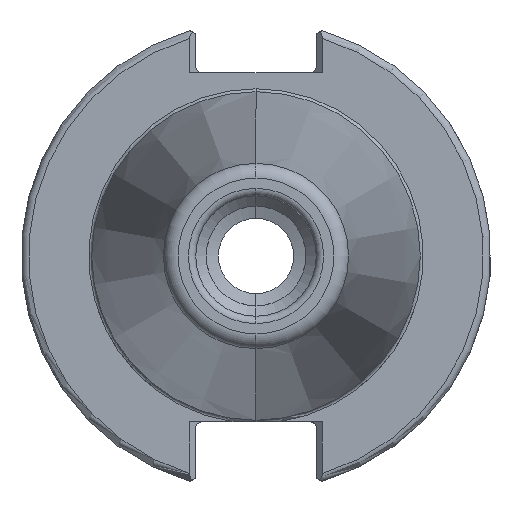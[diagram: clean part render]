
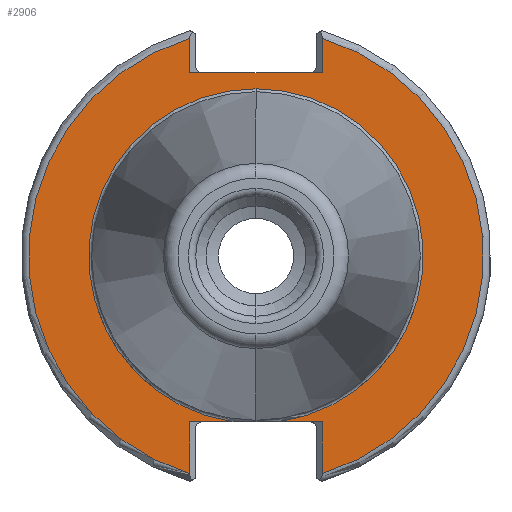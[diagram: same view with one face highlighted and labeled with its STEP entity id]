
A CAD part, left-side view. The second image highlights one B-rep face of the part: STEP entity #2906.
In plain terms, the highlighted planar face has unit normal (-1, 0, 0).
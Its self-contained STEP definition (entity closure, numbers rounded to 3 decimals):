
#173 = DIRECTION ( 'NONE',  ( 0., 0., 1. ) ) ;
#192 = CIRCLE ( 'NONE', #2349, 22.625 ) ;
#204 = CARTESIAN_POINT ( 'NONE',  ( -98.42, 8.99, 24.8 ) ) ;
#215 = DIRECTION ( 'NONE',  ( 0., 0., -1. ) ) ;
#263 = VERTEX_POINT ( 'NONE', #1885 ) ;
#279 = DIRECTION ( 'NONE',  ( 0., 0., 1. ) ) ;
#328 = VERTEX_POINT ( 'NONE', #3511 ) ;
#334 = PLANE ( 'NONE',  #1055 ) ;
#418 = CARTESIAN_POINT ( 'NONE',  ( -98.42, -8.19, -22.41 ) ) ;
#423 = EDGE_CURVE ( 'NONE', #1944, #3291, #192, .T. ) ;
#630 = CARTESIAN_POINT ( 'NONE',  ( -98.42, -8.99, -22.41 ) ) ;
#635 = ORIENTED_EDGE ( 'NONE', *, *, #1897, .T. ) ;
#670 = ORIENTED_EDGE ( 'NONE', *, *, #4359, .T. ) ;
#680 = EDGE_CURVE ( 'NONE', #1861, #1557, #2044, .T. ) ;
#691 = DIRECTION ( 'NONE',  ( 0., 0., -1. ) ) ;
#823 = CARTESIAN_POINT ( 'NONE',  ( -98.42, -8.99, 0. ) ) ;
#850 = VECTOR ( 'NONE', #1811, 1000. ) ;
#927 = CARTESIAN_POINT ( 'NONE',  ( -98.42, -8.99, 24.8 ) ) ;
#1024 = AXIS2_PLACEMENT_3D ( 'NONE', #1815, #4235, #2151 ) ;
#1041 = ORIENTED_EDGE ( 'NONE', *, *, #4426, .T. ) ;
#1055 = AXIS2_PLACEMENT_3D ( 'NONE', #1346, #2736, #691 ) ;
#1099 = CIRCLE ( 'NONE', #2652, 30.775 ) ;
#1147 = VECTOR ( 'NONE', #2469, 1000. ) ;
#1270 = CARTESIAN_POINT ( 'NONE',  ( -98.42, 0., 22.625 ) ) ;
#1272 = EDGE_CURVE ( 'NONE', #1557, #3456, #1649, .T. ) ;
#1288 = CARTESIAN_POINT ( 'NONE',  ( -98.42, 8.99, 29.433 ) ) ;
#1346 = CARTESIAN_POINT ( 'NONE',  ( -98.42, 0., 0. ) ) ;
#1349 = LINE ( 'NONE', #823, #4425 ) ;
#1402 = CARTESIAN_POINT ( 'NONE',  ( -98.42, -8.19, 24.8 ) ) ;
#1443 = CARTESIAN_POINT ( 'NONE',  ( -98.42, 8.99, 30.701 ) ) ;
#1459 = VERTEX_POINT ( 'NONE', #2933 ) ;
#1557 = VERTEX_POINT ( 'NONE', #1288 ) ;
#1626 = VECTOR ( 'NONE', #3492, 1000. ) ;
#1649 = CIRCLE ( 'NONE', #1024, 30.775 ) ;
#1716 = EDGE_CURVE ( 'NONE', #263, #3426, #2556, .T. ) ;
#1725 = LINE ( 'NONE', #418, #1626 ) ;
#1811 = DIRECTION ( 'NONE',  ( 0., -1., 0. ) ) ;
#1815 = CARTESIAN_POINT ( 'NONE',  ( -98.42, 0., 0. ) ) ;
#1861 = VERTEX_POINT ( 'NONE', #204 ) ;
#1867 = EDGE_CURVE ( 'NONE', #3479, #328, #1099, .T. ) ;
#1883 = DIRECTION ( 'NONE',  ( 0., 0., 1. ) ) ;
#1885 = CARTESIAN_POINT ( 'NONE',  ( -98.42, -3.112, -22.41 ) ) ;
#1896 = LINE ( 'NONE', #927, #2818 ) ;
#1897 = EDGE_CURVE ( 'NONE', #328, #2540, #1896, .T. ) ;
#1932 = VECTOR ( 'NONE', #3815, 1000. ) ;
#1944 = VERTEX_POINT ( 'NONE', #1270 ) ;
#1964 = ORIENTED_EDGE ( 'NONE', *, *, #1272, .T. ) ;
#2044 = LINE ( 'NONE', #1443, #1147 ) ;
#2136 = EDGE_LOOP ( 'NONE', ( #2292, #1964, #1041, #4153, #4314, #4449, #3555, #670, #2615, #635, #3223 ) ) ;
#2151 = DIRECTION ( 'NONE',  ( 0., 0., -1. ) ) ;
#2207 = DIRECTION ( 'NONE',  ( -1., 0., 0. ) ) ;
#2258 = DIRECTION ( 'NONE',  ( -1., 0., 0. ) ) ;
#2277 = AXIS2_PLACEMENT_3D ( 'NONE', #4291, #2207, #173 ) ;
#2292 = ORIENTED_EDGE ( 'NONE', *, *, #680, .T. ) ;
#2326 = DIRECTION ( 'NONE',  ( -1., 0., 0. ) ) ;
#2349 = AXIS2_PLACEMENT_3D ( 'NONE', #4393, #2326, #279 ) ;
#2469 = DIRECTION ( 'NONE',  ( 0., 0., 1. ) ) ;
#2540 = VERTEX_POINT ( 'NONE', #2992 ) ;
#2556 = LINE ( 'NONE', #3872, #850 ) ;
#2605 = CARTESIAN_POINT ( 'NONE',  ( -98.42, 3.112, -22.41 ) ) ;
#2615 = ORIENTED_EDGE ( 'NONE', *, *, #1867, .T. ) ;
#2649 = FACE_OUTER_BOUND ( 'NONE', #2136, .T. ) ;
#2652 = AXIS2_PLACEMENT_3D ( 'NONE', #4328, #2258, #215 ) ;
#2736 = DIRECTION ( 'NONE',  ( 1., 0., 0. ) ) ;
#2818 = VECTOR ( 'NONE', #2956, 1000. ) ;
#2846 = VECTOR ( 'NONE', #1883, 1000. ) ;
#2850 = LINE ( 'NONE', #1402, #1932 ) ;
#2906 = ADVANCED_FACE ( 'NONE', ( #2649 ), #334, .F. ) ;
#2910 = CARTESIAN_POINT ( 'NONE',  ( -98.42, 8.99, 0. ) ) ;
#2933 = CARTESIAN_POINT ( 'NONE',  ( -98.42, 8.99, -22.41 ) ) ;
#2950 = LINE ( 'NONE', #2910, #2846 ) ;
#2956 = DIRECTION ( 'NONE',  ( 0., 0., -1. ) ) ;
#2992 = CARTESIAN_POINT ( 'NONE',  ( -98.42, -8.99, 24.8 ) ) ;
#3164 = EDGE_CURVE ( 'NONE', #263, #1944, #3783, .T. ) ;
#3223 = ORIENTED_EDGE ( 'NONE', *, *, #3897, .F. ) ;
#3291 = VERTEX_POINT ( 'NONE', #2605 ) ;
#3426 = VERTEX_POINT ( 'NONE', #630 ) ;
#3456 = VERTEX_POINT ( 'NONE', #3498 ) ;
#3479 = VERTEX_POINT ( 'NONE', #4209 ) ;
#3492 = DIRECTION ( 'NONE',  ( 0., -1., 0. ) ) ;
#3498 = CARTESIAN_POINT ( 'NONE',  ( -98.42, 8.99, -29.433 ) ) ;
#3511 = CARTESIAN_POINT ( 'NONE',  ( -98.42, -8.99, 29.433 ) ) ;
#3555 = ORIENTED_EDGE ( 'NONE', *, *, #1716, .T. ) ;
#3783 = CIRCLE ( 'NONE', #2277, 22.625 ) ;
#3815 = DIRECTION ( 'NONE',  ( 0., -1., 0. ) ) ;
#3872 = CARTESIAN_POINT ( 'NONE',  ( -98.42, -8.19, -22.41 ) ) ;
#3897 = EDGE_CURVE ( 'NONE', #1861, #2540, #2850, .T. ) ;
#3914 = DIRECTION ( 'NONE',  ( 0., 0., -1. ) ) ;
#3955 = EDGE_CURVE ( 'NONE', #1459, #3291, #1725, .T. ) ;
#4153 = ORIENTED_EDGE ( 'NONE', *, *, #3955, .T. ) ;
#4209 = CARTESIAN_POINT ( 'NONE',  ( -98.42, -8.99, -29.433 ) ) ;
#4235 = DIRECTION ( 'NONE',  ( -1., 0., 0. ) ) ;
#4291 = CARTESIAN_POINT ( 'NONE',  ( -98.42, 0., 0. ) ) ;
#4314 = ORIENTED_EDGE ( 'NONE', *, *, #423, .F. ) ;
#4328 = CARTESIAN_POINT ( 'NONE',  ( -98.42, 0., 0. ) ) ;
#4359 = EDGE_CURVE ( 'NONE', #3426, #3479, #1349, .T. ) ;
#4393 = CARTESIAN_POINT ( 'NONE',  ( -98.42, 0., 0. ) ) ;
#4425 = VECTOR ( 'NONE', #3914, 1000. ) ;
#4426 = EDGE_CURVE ( 'NONE', #3456, #1459, #2950, .T. ) ;
#4449 = ORIENTED_EDGE ( 'NONE', *, *, #3164, .F. ) ;
